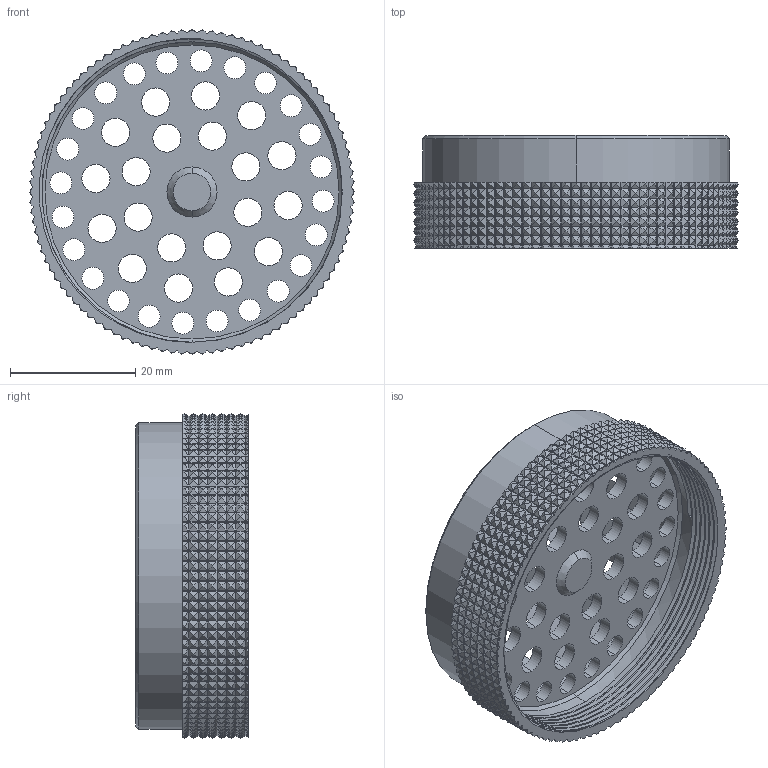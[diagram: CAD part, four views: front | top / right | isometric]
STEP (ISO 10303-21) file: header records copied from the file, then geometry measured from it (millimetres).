
FILE_DESCRIPTION (( 'STEP AP203' ), '1' );
FILE_NAME ('P2 sc.STEP', '2021-05-08T19:01:22', ( '' ), ( '' ), 'SwSTEP 2.0', 'SolidWorks 2020', '' );
FILE_SCHEMA (( 'CONFIG_CONTROL_DESIGN' ));
Length unit declared in the file: millimetre
Products named in the file (1): P2 sc
Bounding box: 52 x 18 x 52 mm (x, y, z)
Volume: 7266 mm3; surface area: 12241.8 mm2
Topology: 1 solids, 1 shells, 3445 faces, 6737 edges, 3323 vertices
Faces by surface type: plane 3228, cylinder 208, cone 6, bspline 3
Entity records: 83532 total; most frequent: CARTESIAN_POINT 15844, DIRECTION 13598, ORIENTED_EDGE 13474, EDGE_CURVE 6737, LINE 5914, VECTOR 5914, AXIS2_PLACEMENT_3D 3842, EDGE_LOOP 3562
